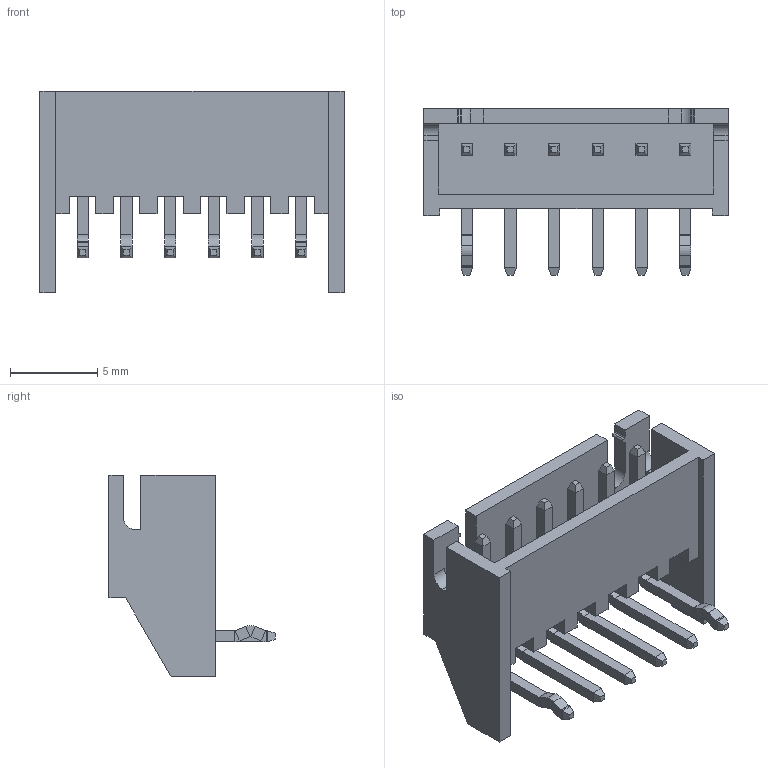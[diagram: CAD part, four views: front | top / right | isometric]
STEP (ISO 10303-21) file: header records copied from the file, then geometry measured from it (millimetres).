
FILE_DESCRIPTION (( 'STEP AP214' ), '1' );
FILE_NAME ('S6B-XH-A auto.STEP', '2024-01-04T08:05:13', ( '' ), ( '' ), 'SwSTEP 2.0', 'SolidWorks 2021', '' );
FILE_SCHEMA (( 'AUTOMOTIVE_DESIGN' ));
Length unit declared in the file: millimetre
Products named in the file (4): pin^SxB-XH-A ass_bent; SxB-XH-A_6; pin^SxB-XH-A ass; S6B-XH-A auto
Assembly tree (7 placements, depth 2):
  S6B-XH-A auto
    SxB-XH-A_6
    pin^SxB-XH-A ass_bent  x2
    pin^SxB-XH-A ass  x4
Bounding box: 17.4 x 9.5 x 11.5 mm (x, y, z)
Volume: 401.4 mm3; surface area: 1098.2 mm2
Topology: 7 solids, 7 shells, 272 faces, 638 edges, 380 vertices
Faces by surface type: plane 238, cylinder 34
Entity records: 4994 total; most frequent: CARTESIAN_POINT 848, ORIENTED_EDGE 832, DIRECTION 800, EDGE_CURVE 416, LINE 376, VECTOR 376, VERTEX_POINT 260, AXIS2_PLACEMENT_3D 212
